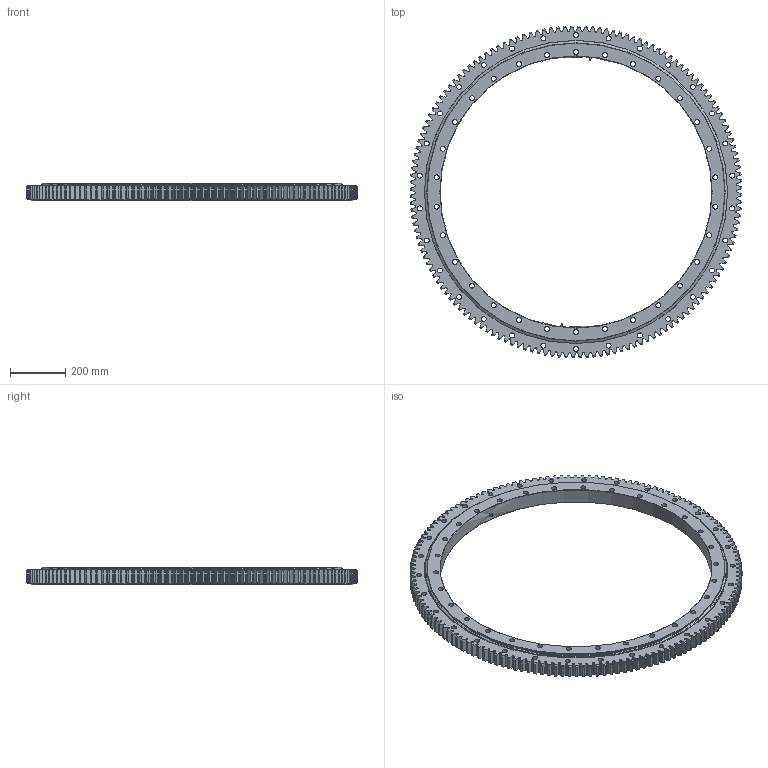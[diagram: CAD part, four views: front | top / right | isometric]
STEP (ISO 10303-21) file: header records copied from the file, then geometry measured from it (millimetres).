
FILE_DESCRIPTION (( 'STEP AP214' ), '1' );
FILE_NAME ('E.1200.25.00.D.1.STEP', '2018-11-09T15:46:01', ( '' ), ( '' ), 'SwSTEP 2.0', 'SolidWorks 2016', '' );
FILE_SCHEMA (( 'AUTOMOTIVE_DESIGN' ));
Length unit declared in the file: millimetre
Products named in the file (7): C.1200.B25B.A1N.0 - OR Seal; Grease nipple M10x1mm; Ball D25; C.1200.B25B.A1N.0 - IR Seal; C.1200.B25B.A1N.0 - OR; C.1200.B25B.A1N.0 - IR; E.1200.25.00.D.1
Assembly tree (122 placements, depth 2):
  E.1200.25.00.D.1
    C.1200.B25B.A1N.0 - IR
    C.1200.B25B.A1N.0 - OR
    Ball D25  x116
    C.1200.B25B.A1N.0 - IR Seal
    C.1200.B25B.A1N.0 - OR Seal
    Grease nipple M10x1mm  x2
Bounding box: 1199.91 x 1199.91 x 65 mm (x, y, z)
Volume: 16777470.4 mm3; surface area: 2399188.9 mm2
Topology: 122 solids, 122 shells, 1619 faces, 4749 edges, 3151 vertices
Faces by surface type: bspline 740, cone 339, cylinder 228, plane 183, sphere 116, torus 13
Full cylindrical faces by diameter (mm): 3 x2, 5 x2, 9 x2, 10 x2, 18 x60, 982 x1, 1064 x2, 1075 x1, 1078 x4, 1081 x1, 1092 x2, 1163 x1
Entity records: 55630 total; most frequent: CARTESIAN_POINT 21044, ORIENTED_EDGE 8462, DIRECTION 4636, EDGE_CURVE 4231, VERTEX_POINT 2877, B_SPLINE_CURVE_WITH_KNOTS 2106, EDGE_LOOP 1722, AXIS2_PLACEMENT_3D 1649
